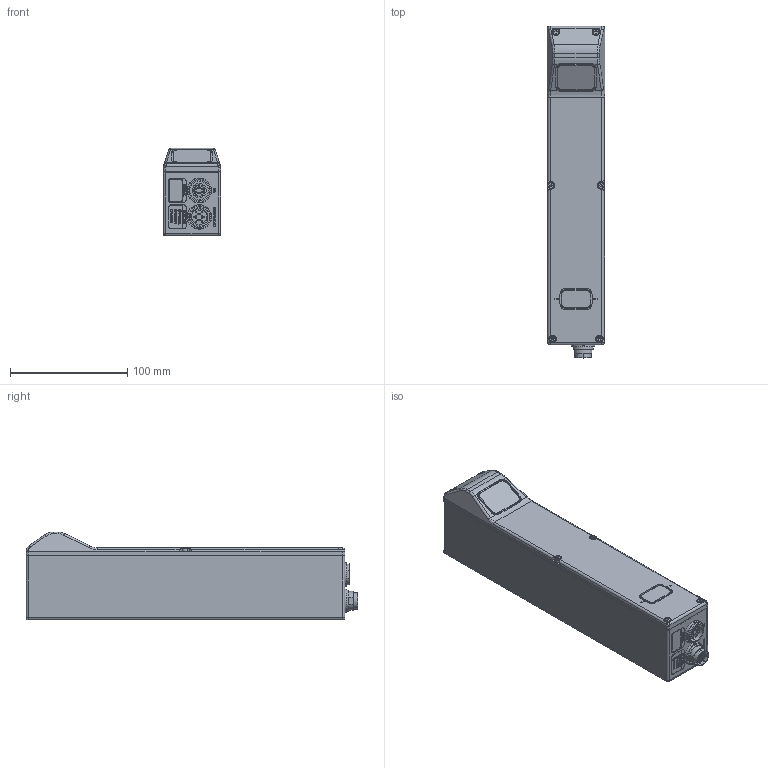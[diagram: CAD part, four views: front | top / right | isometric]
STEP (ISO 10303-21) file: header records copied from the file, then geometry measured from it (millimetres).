
FILE_DESCRIPTION((''),'2;1');
FILE_NAME('213085_ASM','2019-09-11T14:29:49',('pdmadmin'),('BANNER ENGINEERING'),'CREO PARAMETRIC BY PTC INC, 2018300','CREO PARAMETRIC BY PTC INC, 2018300','');
FILE_SCHEMA(('CONFIG_CONTROL_DESIGN'));
Length unit declared in the file: millimetre
Products named in the file (2): LPM300_301-700NIX485RXQ; 213085_ASM
Assembly tree (1 placements, depth 2):
  213085_ASM
    LPM300_301-700NIX485RXQ
Bounding box: 49 x 283.25 x 75 mm (x, y, z)
Volume: 837565.5 mm3; surface area: 73249.9 mm2
Topology: 1 solids, 1 shells, 725 faces, 2053 edges, 1395 vertices
Faces by surface type: plane 370, cylinder 216, bspline 93, cone 46
Entity records: 30307 total; most frequent: CARTESIAN_POINT 11939, ORIENTED_EDGE 3970, DIRECTION 3486, EDGE_CURVE 1985, VERTEX_POINT 1395, VECTOR 1204, LINE 1204, AXIS2_PLACEMENT_3D 1141
